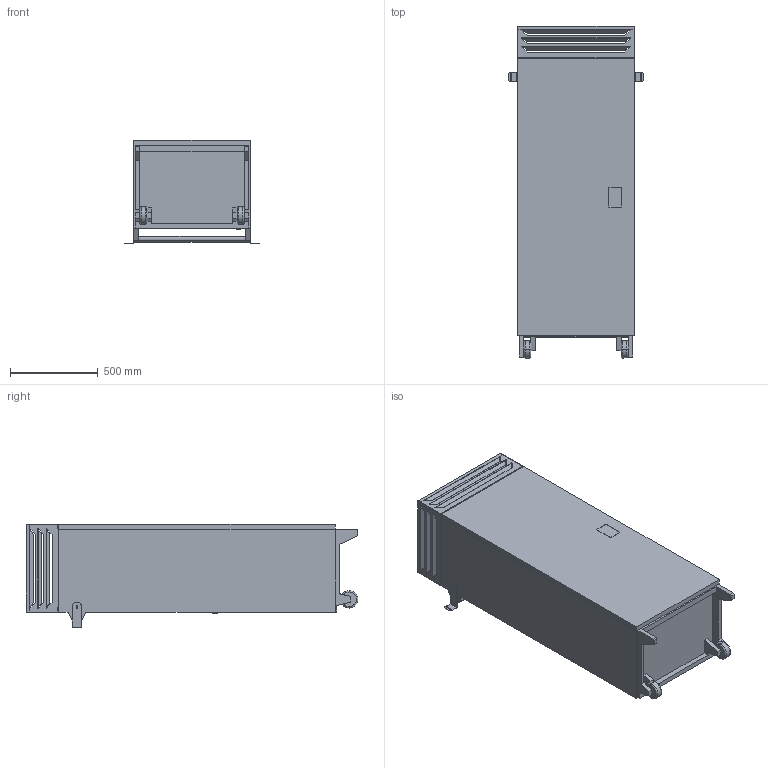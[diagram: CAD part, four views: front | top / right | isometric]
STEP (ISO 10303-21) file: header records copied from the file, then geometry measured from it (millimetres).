
FILE_DESCRIPTION(('Creo Elements/Direct Modeling STEP Export'),'2;1');
FILE_NAME('Dummy-0095.0650_Cleanbox-1200.stp','2021-02-02T11:11:15',(''),(''),'PTC Creo Elements/Direct Modeling STEP processor for AP214 (Solid Model)','PTC Creo Elements/Direct Modeling 19.0C 15-Aug-2015 (C) Parametric Technology GmbH','');
FILE_SCHEMA(('AUTOMOTIVE_DESIGN { 1 0 10303 214 1 1 1 1 }'));
Length unit declared in the file: millimetre
Products named in the file (4): Wandhalter-1; Wandhalter-2; Dummy.1; Dummy-0095.0650_Cleanbox-1200
Assembly tree (3 placements, depth 2):
  Dummy-0095.0650_Cleanbox-1200
    Dummy.1
    Wandhalter-2
    Wandhalter-1
Bounding box: 772 x 1894.4 x 588.05 mm (x, y, z)
Volume: 530074964.6 mm3; surface area: 6224042.6 mm2
Topology: 3 solids, 3 shells, 425 faces, 1238 edges, 805 vertices
Faces by surface type: plane 324, cylinder 65, bspline 24, torus 8, cone 4
Entity records: 15103 total; most frequent: CARTESIAN_POINT 3556, ORIENTED_EDGE 2476, DIRECTION 2034, EDGE_CURVE 1238, VECTOR 956, LINE 956, VERTEX_POINT 805, AXIS2_PLACEMENT_3D 539
